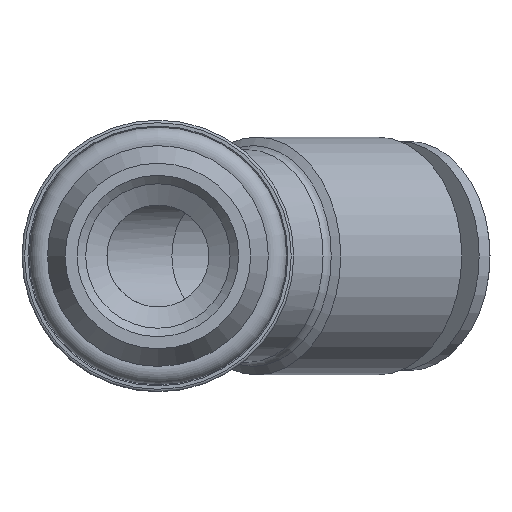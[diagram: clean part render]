
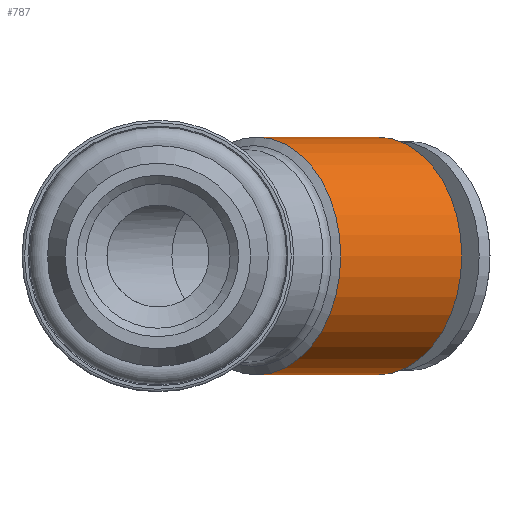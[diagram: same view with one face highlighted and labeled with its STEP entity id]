
A CAD part, front view. The second image highlights one B-rep face of the part: STEP entity #787.
In plain terms, the highlighted cylindrical face has radius 7 mm (diameter 14 mm), a full revolution.
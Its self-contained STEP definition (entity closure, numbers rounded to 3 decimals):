
#53=CYLINDRICAL_SURFACE('',#927,7.);
#278=ORIENTED_EDGE('',*,*,#361,.T.);
#279=ORIENTED_EDGE('',*,*,#331,.T.);
#331=EDGE_CURVE('',#599,#599,#405,.T.);
#361=EDGE_CURVE('',#619,#619,#426,.T.);
#405=CIRCLE('',#869,7.);
#426=CIRCLE('',#912,7.);
#522=EDGE_LOOP('',(#278));
#523=EDGE_LOOP('',(#279));
#599=VERTEX_POINT('',#1306);
#619=VERTEX_POINT('',#1382);
#721=FACE_BOUND('',#522,.T.);
#722=FACE_BOUND('',#523,.T.);
#787=ADVANCED_FACE('',(#721,#722),#53,.T.);
#869=AXIS2_PLACEMENT_3D('',#1305,#1048,#1049);
#912=AXIS2_PLACEMENT_3D('',#1381,#1142,#1143);
#927=AXIS2_PLACEMENT_3D('',#1732,#1172,#1173);
#1048=DIRECTION('',(0.707,0.707,0.));
#1049=DIRECTION('',(-0.707,0.707,0.));
#1142=DIRECTION('',(-0.707,-0.707,0.));
#1143=DIRECTION('',(0.707,-0.707,0.));
#1172=DIRECTION('',(0.707,0.707,0.));
#1173=DIRECTION('',(0.707,-0.707,0.));
#1305=CARTESIAN_POINT('',(5.814,5.814,0.));
#1306=CARTESIAN_POINT('',(0.864,10.763,0.));
#1381=CARTESIAN_POINT('',(12.94,12.94,0.));
#1382=CARTESIAN_POINT('',(17.89,7.99,0.));
#1732=CARTESIAN_POINT('',(-0.698,-0.698,0.));
